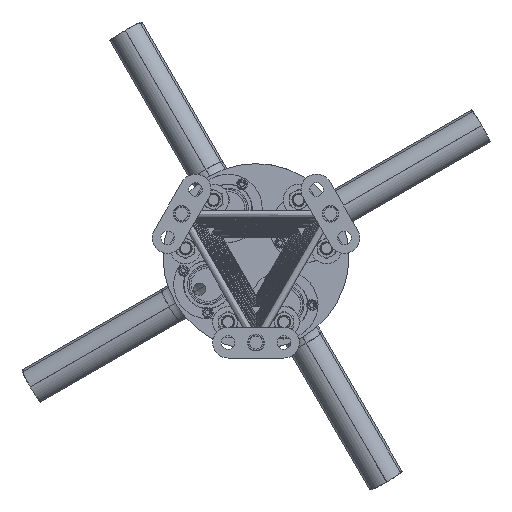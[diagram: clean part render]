
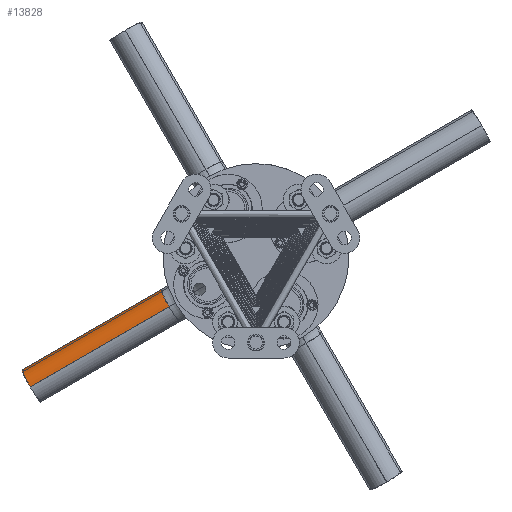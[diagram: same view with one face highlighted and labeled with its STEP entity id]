
A CAD part, front view. The second image highlights one B-rep face of the part: STEP entity #13828.
In plain terms, the highlighted cylindrical face has radius 30.15 mm (diameter 60.3 mm), a partial arc.
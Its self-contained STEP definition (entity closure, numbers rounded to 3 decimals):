
#943 = VECTOR ( 'NONE', #40718, 1000. ) ;
#1305 = FACE_OUTER_BOUND ( 'NONE', #35855, .T. ) ;
#2182 = CARTESIAN_POINT ( 'NONE',  ( 325.759, 0., -128.407 ) ) ;
#3615 = CARTESIAN_POINT ( 'NONE',  ( 69.376, 0., -75.711 ) ) ;
#3743 = VERTEX_POINT ( 'NONE', #33279 ) ;
#4238 = CIRCLE ( 'NONE', #14831, 30.15 ) ;
#5337 = EDGE_CURVE ( 'NONE', #31160, #35095, #33869, .T. ) ;
#8174 = VERTEX_POINT ( 'NONE', #38478 ) ;
#10568 = EDGE_CURVE ( 'NONE', #8174, #31160, #4238, .T. ) ;
#10727 = AXIS2_PLACEMENT_3D ( 'NONE', #3615, #34401, #41989 ) ;
#13828 = ADVANCED_FACE ( 'NONE', ( #1305 ), #16796, .T. ) ;
#14831 = AXIS2_PLACEMENT_3D ( 'NONE', #47161, #28078, #43583 ) ;
#16235 = CARTESIAN_POINT ( 'NONE',  ( 331.015, 0., -68.336 ) ) ;
#16796 = CYLINDRICAL_SURFACE ( 'NONE', #23465, 30.15 ) ;
#20138 = VECTOR ( 'NONE', #25548, 1000. ) ;
#21333 = DIRECTION ( 'NONE',  ( 0.087, 0., 0.996 ) ) ;
#23465 = AXIS2_PLACEMENT_3D ( 'NONE', #32317, #47815, #21333 ) ;
#25548 = DIRECTION ( 'NONE',  ( -0.996, 0., 0.087 ) ) ;
#28078 = DIRECTION ( 'NONE',  ( -0.996, 0., 0.087 ) ) ;
#29599 = ORIENTED_EDGE ( 'NONE', *, *, #46104, .F. ) ;
#31160 = VERTEX_POINT ( 'NONE', #16235 ) ;
#32317 = CARTESIAN_POINT ( 'NONE',  ( 328.387, 0., -98.371 ) ) ;
#33279 = CARTESIAN_POINT ( 'NONE',  ( 66.748, 0., -105.746 ) ) ;
#33591 = EDGE_CURVE ( 'NONE', #3743, #35095, #34333, .T. ) ;
#33851 = ORIENTED_EDGE ( 'NONE', *, *, #5337, .T. ) ;
#33869 = LINE ( 'NONE', #37673, #943 ) ;
#34333 = CIRCLE ( 'NONE', #10727, 30.15 ) ;
#34401 = DIRECTION ( 'NONE',  ( -0.996, 0., 0.087 ) ) ;
#35095 = VERTEX_POINT ( 'NONE', #42265 ) ;
#35855 = EDGE_LOOP ( 'NONE', ( #29599, #41538, #33851, #47363 ) ) ;
#37673 = CARTESIAN_POINT ( 'NONE',  ( 331.015, 0., -68.336 ) ) ;
#38478 = CARTESIAN_POINT ( 'NONE',  ( 325.759, 0., -128.407 ) ) ;
#40718 = DIRECTION ( 'NONE',  ( -0.996, 0., 0.087 ) ) ;
#41538 = ORIENTED_EDGE ( 'NONE', *, *, #10568, .T. ) ;
#41989 = DIRECTION ( 'NONE',  ( 0.087, 0., 0.996 ) ) ;
#42265 = CARTESIAN_POINT ( 'NONE',  ( 72.004, 0., -45.676 ) ) ;
#43583 = DIRECTION ( 'NONE',  ( 0.087, 0., 0.996 ) ) ;
#44642 = LINE ( 'NONE', #2182, #20138 ) ;
#46104 = EDGE_CURVE ( 'NONE', #8174, #3743, #44642, .T. ) ;
#47161 = CARTESIAN_POINT ( 'NONE',  ( 328.387, 0., -98.371 ) ) ;
#47363 = ORIENTED_EDGE ( 'NONE', *, *, #33591, .F. ) ;
#47815 = DIRECTION ( 'NONE',  ( -0.996, 0., 0.087 ) ) ;
